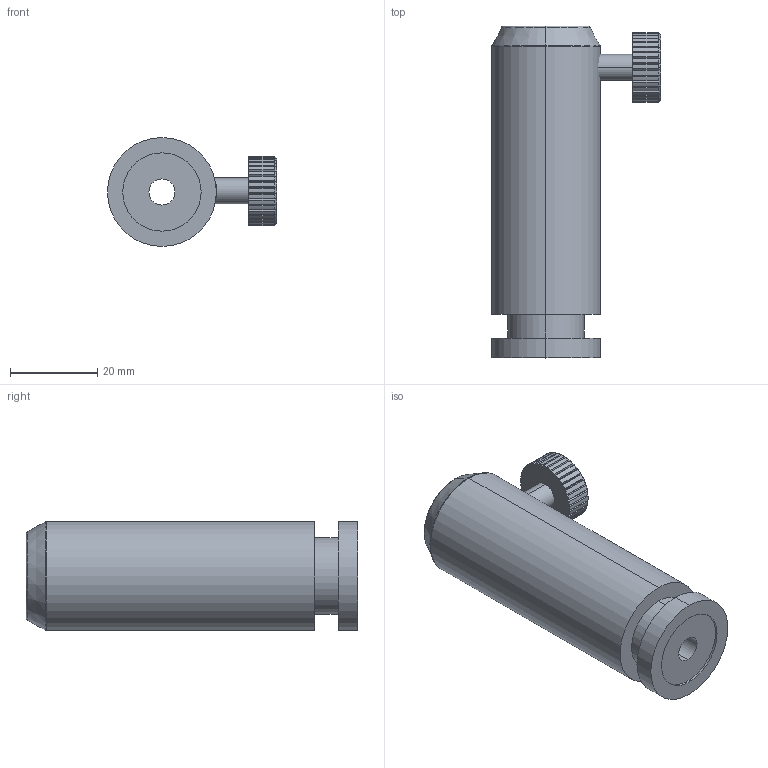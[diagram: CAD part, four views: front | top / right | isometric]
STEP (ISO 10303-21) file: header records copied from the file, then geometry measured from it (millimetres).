
FILE_DESCRIPTION (( 'STEP AP214' ), '1' );
FILE_NAME ('523903.STEP', '2019-10-15T06:25:54', ( '' ), ( '' ), 'SwSTEP 2.0', 'SolidWorks 2016', '' );
FILE_SCHEMA (( 'AUTOMOTIVE_DESIGN' ));
Length unit declared in the file: millimetre
Products named in the file (1): 523903
Bounding box: 38.81 x 76.2 x 25 mm (x, y, z)
Surface area: 11106.1 mm2 (no closed solid volume)
Topology: 0 solids, 3 shells, 161 faces, 440 edges, 291 vertices
Faces by surface type: plane 99, cylinder 54, cone 4, torus 4
Entity records: 5214 total; most frequent: CARTESIAN_POINT 1109, ORIENTED_EDGE 878, DIRECTION 813, EDGE_CURVE 440, VERTEX_POINT 291, AXIS2_PLACEMENT_3D 283, VECTOR 247, LINE 247
